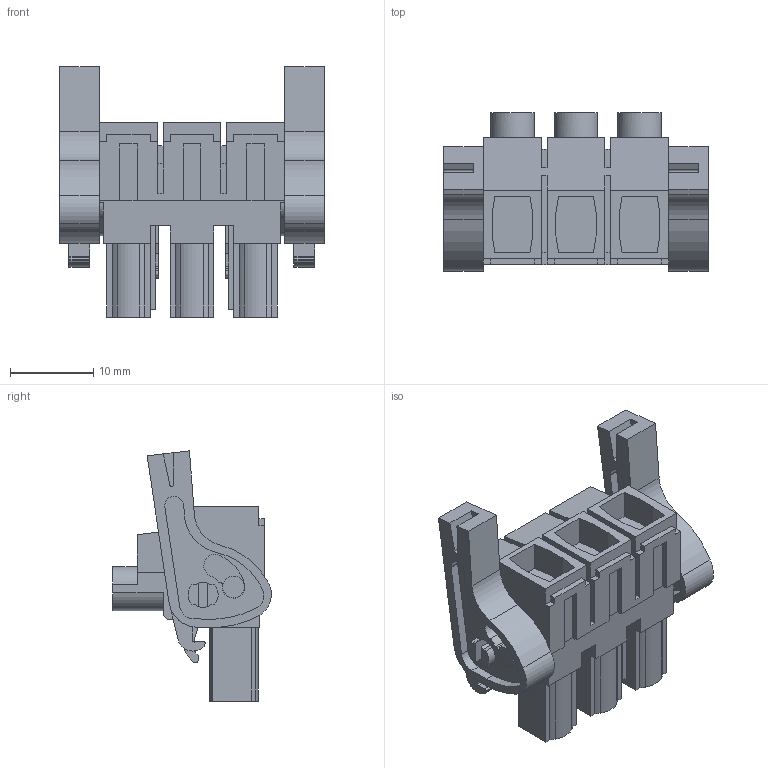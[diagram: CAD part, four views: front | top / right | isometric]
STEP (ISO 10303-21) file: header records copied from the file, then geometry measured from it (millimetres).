
FILE_DESCRIPTION(('CATIA V5 STEP Exchange','CAx-IF Rec.Pracs.--- Model Styling and Organization---1.2---2011-12-15'),'2;1');
FILE_NAME ('D1448466_0', '2017-06-08T09:20:28+00:00', ('none'), ('Weidmueller'), 'CATIA Version 5-6 Release 2014', 'CATIA V5 STEP AP214', 'none');
FILE_SCHEMA(('AUTOMOTIVE_DESIGN { 1 0 10303 214 1 1 1 1 }'));
Length unit declared in the file: millimetre
Products named in the file (1): 1093480000
Bounding box: 31.74 x 19.05 x 30.02 mm (x, y, z)
Volume: 5319.8 mm3; surface area: 5225.4 mm2
Topology: 6 solids, 6 shells, 487 faces, 1371 edges, 918 vertices
Faces by surface type: plane 344, cylinder 141, extrusion 2
Entity records: 15580 total; most frequent: CARTESIAN_POINT 2797, ORIENTED_EDGE 2742, DIRECTION 2168, EDGE_CURVE 1371, VECTOR 1049, LINE 1047, VERTEX_POINT 918, AXIS2_PLACEMENT_3D 716
